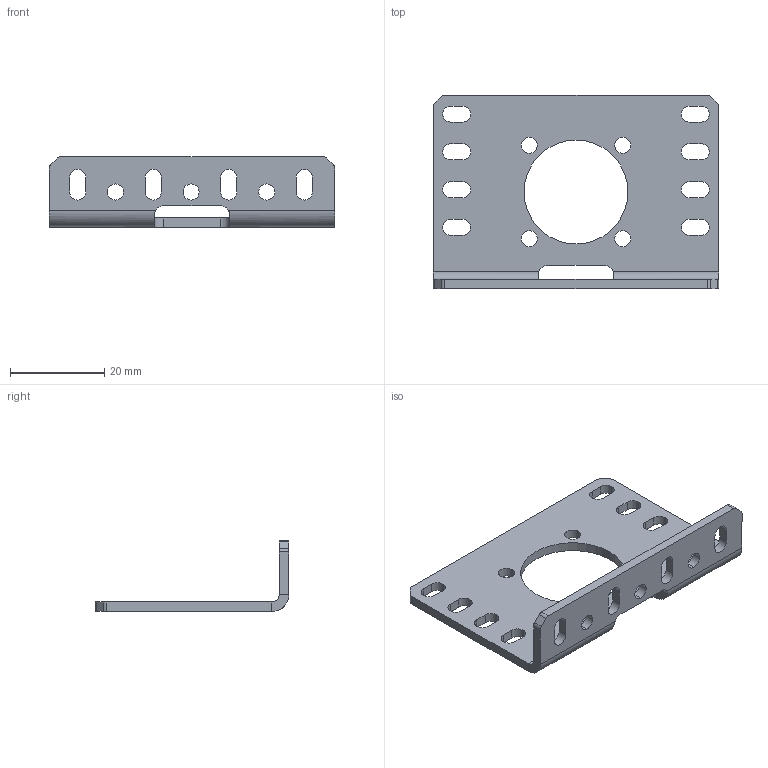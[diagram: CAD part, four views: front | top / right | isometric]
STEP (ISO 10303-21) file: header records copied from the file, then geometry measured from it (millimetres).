
FILE_DESCRIPTION (( 'STEP AP203' ), '1' );
FILE_NAME ('REV-41-1563 and REV-41-1564.STEP', '2018-05-25T20:56:03', ( '' ), ( '' ), 'SwSTEP 2.0', 'SolidWorks 2017', '' );
FILE_SCHEMA (( 'CONFIG_CONTROL_DESIGN' ));
Length unit declared in the file: millimetre
Products named in the file (1): REV-41-1563 and REV-41-1564
Bounding box: 60.4 x 41 x 15 mm (x, y, z)
Volume: 4846.4 mm3; surface area: 6046.5 mm2
Topology: 1 solids, 1 shells, 112 faces, 328 edges, 216 vertices
Faces by surface type: cylinder 68, plane 44
Entity records: 3949 total; most frequent: CARTESIAN_POINT 697, DIRECTION 682, ORIENTED_EDGE 656, EDGE_CURVE 328, AXIS2_PLACEMENT_3D 249, VERTEX_POINT 216, LINE 184, VECTOR 184
